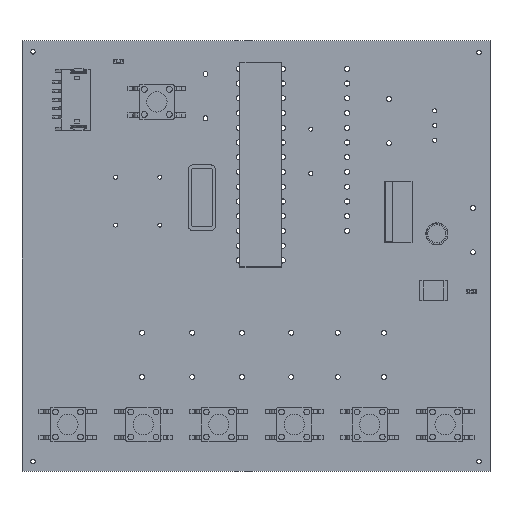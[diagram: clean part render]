
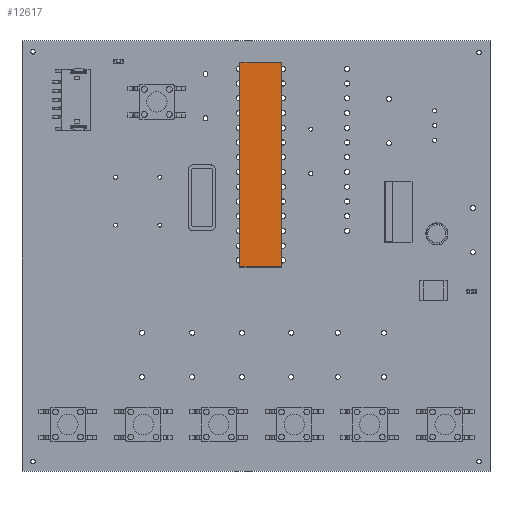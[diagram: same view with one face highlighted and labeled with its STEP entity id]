
A CAD part, top view. The second image highlights one B-rep face of the part: STEP entity #12617.
In plain terms, the highlighted planar face has unit normal (0, 0, 1).
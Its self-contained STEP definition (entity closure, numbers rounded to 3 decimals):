
#12488 = VERTEX_POINT('',#12489);
#12489 = CARTESIAN_POINT('',(-3.6,-17.65,4.58));
#12495 = EDGE_CURVE('',#12488,#12496,#12498,.T.);
#12496 = VERTEX_POINT('',#12497);
#12497 = CARTESIAN_POINT('',(3.6,-17.65,4.58));
#12498 = LINE('',#12499,#12500);
#12499 = CARTESIAN_POINT('',(-3.6,-17.65,4.58));
#12500 = VECTOR('',#12501,1.);
#12501 = DIRECTION('',(1.,0.,0.));
#12526 = EDGE_CURVE('',#12496,#12527,#12529,.T.);
#12527 = VERTEX_POINT('',#12528);
#12528 = CARTESIAN_POINT('',(3.6,17.65,4.58));
#12529 = LINE('',#12530,#12531);
#12530 = CARTESIAN_POINT('',(3.6,-17.65,4.58));
#12531 = VECTOR('',#12532,1.);
#12532 = DIRECTION('',(0.,1.,0.));
#12557 = EDGE_CURVE('',#12527,#12558,#12560,.T.);
#12558 = VERTEX_POINT('',#12559);
#12559 = CARTESIAN_POINT('',(-3.6,17.65,4.58));
#12560 = LINE('',#12561,#12562);
#12561 = CARTESIAN_POINT('',(3.6,17.65,4.58));
#12562 = VECTOR('',#12563,1.);
#12563 = DIRECTION('',(-1.,0.,0.));
#12588 = EDGE_CURVE('',#12558,#12488,#12589,.T.);
#12589 = LINE('',#12590,#12591);
#12590 = CARTESIAN_POINT('',(-3.6,17.65,4.58));
#12591 = VECTOR('',#12592,1.);
#12592 = DIRECTION('',(0.,-1.,0.));
#12617 = ADVANCED_FACE('',(#12618),#12624,.F.);
#12618 = FACE_BOUND('',#12619,.T.);
#12619 = EDGE_LOOP('',(#12620,#12621,#12622,#12623));
#12620 = ORIENTED_EDGE('',*,*,#12495,.T.);
#12621 = ORIENTED_EDGE('',*,*,#12526,.T.);
#12622 = ORIENTED_EDGE('',*,*,#12557,.T.);
#12623 = ORIENTED_EDGE('',*,*,#12588,.T.);
#12624 = PLANE('',#12625);
#12625 = AXIS2_PLACEMENT_3D('',#12626,#12627,#12628);
#12626 = CARTESIAN_POINT('',(-3.6,-17.65,4.58));
#12627 = DIRECTION('',(0.,0.,-1.));
#12628 = DIRECTION('',(-1.,0.,0.));
